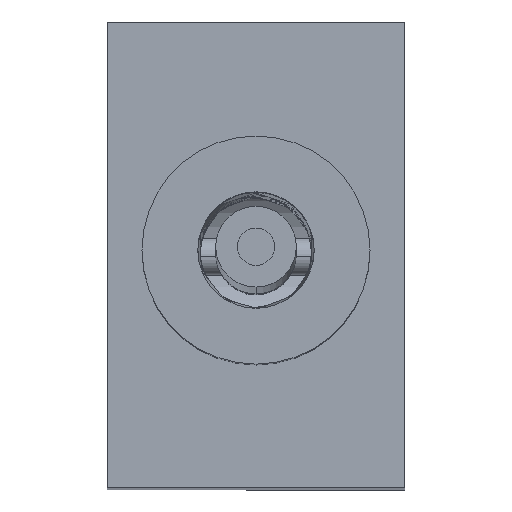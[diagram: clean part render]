
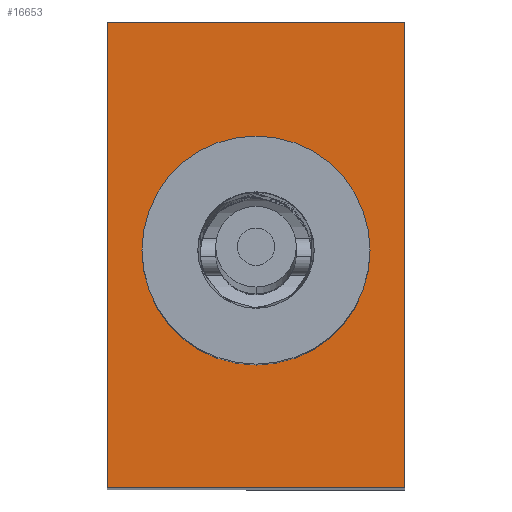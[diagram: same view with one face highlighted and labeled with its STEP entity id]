
A CAD part, top view. The second image highlights one B-rep face of the part: STEP entity #16653.
In plain terms, the highlighted planar face has unit normal (0, 0, 1).
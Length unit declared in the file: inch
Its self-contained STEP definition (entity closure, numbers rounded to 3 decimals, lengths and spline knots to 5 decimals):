
#15981=DIRECTION('',(0.,-1.,0.));
#15982=VECTOR('',#15981,0.5);
#15983=CARTESIAN_POINT('',(-0.16,0.25,0.75));
#15984=LINE('',#15983,#15982);
#16043=DIRECTION('',(1.,0.,0.));
#16044=VECTOR('',#16043,0.32);
#16045=CARTESIAN_POINT('',(-0.16,-0.25,0.75));
#16046=LINE('',#16045,#16044);
#16073=DIRECTION('',(0.,-1.,0.));
#16074=VECTOR('',#16073,0.5);
#16075=CARTESIAN_POINT('',(0.16,0.25,0.75));
#16076=LINE('',#16075,#16074);
#16153=DIRECTION('',(1.,0.,0.));
#16154=VECTOR('',#16153,0.32);
#16155=CARTESIAN_POINT('',(-0.16,0.25,0.75));
#16156=LINE('',#16155,#16154);
#16157=CARTESIAN_POINT('',(0.,0.,0.75));
#16158=DIRECTION('',(0.,0.,1.));
#16159=DIRECTION('',(1.,0.,0.));
#16160=AXIS2_PLACEMENT_3D('',#16157,#16158,#16159);
#16162=CARTESIAN_POINT('',(0.,0.,0.75));
#16163=DIRECTION('',(0.,0.,1.));
#16164=DIRECTION('',(-1.,0.,0.));
#16165=AXIS2_PLACEMENT_3D('',#16162,#16163,#16164);
#16312=CARTESIAN_POINT('',(-0.16,-0.25,0.75));
#16314=VERTEX_POINT('',#16312);
#16318=CARTESIAN_POINT('',(-0.16,0.25,0.75));
#16319=VERTEX_POINT('',#16318);
#16320=CARTESIAN_POINT('',(0.16,0.25,0.75));
#16321=CARTESIAN_POINT('',(0.16,-0.25,0.75));
#16322=VERTEX_POINT('',#16320);
#16323=VERTEX_POINT('',#16321);
#16348=CARTESIAN_POINT('',(0.105,0.,0.75));
#16349=CARTESIAN_POINT('',(-0.105,0.,0.75));
#16350=VERTEX_POINT('',#16348);
#16351=VERTEX_POINT('',#16349);
#16636=CARTESIAN_POINT('',(-0.16,0.25,0.75));
#16637=DIRECTION('',(0.,0.,1.));
#16638=DIRECTION('',(0.,-1.,0.));
#16639=AXIS2_PLACEMENT_3D('',#16636,#16637,#16638);
#16640=PLANE('',#16639);
#16641=ORIENTED_EDGE('',*,*,#16406,.F.);
#16643=ORIENTED_EDGE('',*,*,#16642,.T.);
#16644=ORIENTED_EDGE('',*,*,#16548,.T.);
#16645=ORIENTED_EDGE('',*,*,#16520,.F.);
#16646=EDGE_LOOP('',(#16641,#16643,#16644,#16645));
#16647=FACE_OUTER_BOUND('',#16646,.F.);
#16648=ORIENTED_EDGE('',*,*,#16615,.T.);
#16650=ORIENTED_EDGE('',*,*,#16649,.T.);
#16651=EDGE_LOOP('',(#16648,#16650));
#16652=FACE_BOUND('',#16651,.F.);
#16653=ADVANCED_FACE('',(#16647,#16652),#16640,.T.);
#16161=CIRCLE('',#16160,0.105);
#16166=CIRCLE('',#16165,0.105);
#16406=EDGE_CURVE('',#16319,#16314,#15984,.T.);
#16520=EDGE_CURVE('',#16314,#16323,#16046,.T.);
#16548=EDGE_CURVE('',#16322,#16323,#16076,.T.);
#16615=EDGE_CURVE('',#16350,#16351,#16161,.T.);
#16642=EDGE_CURVE('',#16319,#16322,#16156,.T.);
#16649=EDGE_CURVE('',#16351,#16350,#16166,.T.);
